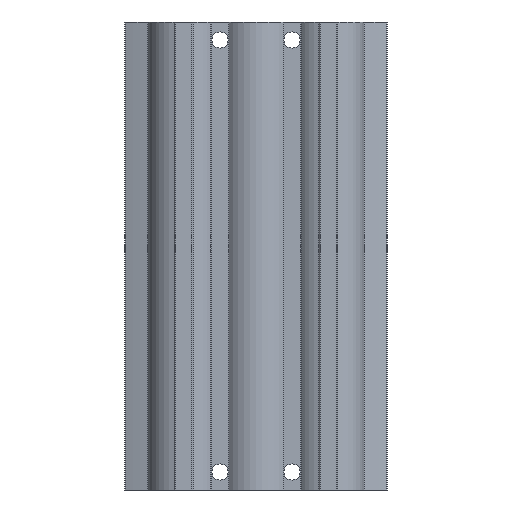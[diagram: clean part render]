
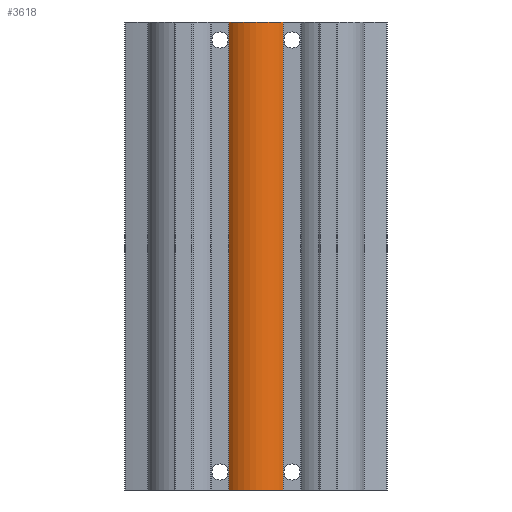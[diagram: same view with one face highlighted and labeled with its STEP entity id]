
A CAD part, front view. The second image highlights one B-rep face of the part: STEP entity #3618.
In plain terms, the highlighted cylindrical face has radius 10 mm (diameter 20 mm), a partial arc.
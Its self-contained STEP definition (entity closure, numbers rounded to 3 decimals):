
#149=CYLINDRICAL_SURFACE('',#3939,10.);
#309=LINE('',#6175,#541);
#310=LINE('',#6181,#542);
#541=VECTOR('',#4552,1000.);
#542=VECTOR('',#4559,1000.);
#903=ORIENTED_EDGE('',*,*,#1835,.F.);
#904=ORIENTED_EDGE('',*,*,#1834,.F.);
#905=ORIENTED_EDGE('',*,*,#1836,.T.);
#906=ORIENTED_EDGE('',*,*,#1837,.T.);
#1834=EDGE_CURVE('',#2292,#2291,#309,.T.);
#1835=EDGE_CURVE('',#2291,#2293,#2578,.T.);
#1836=EDGE_CURVE('',#2292,#2294,#2579,.T.);
#1837=EDGE_CURVE('',#2294,#2293,#310,.T.);
#2291=VERTEX_POINT('',#6172);
#2292=VERTEX_POINT('',#6174);
#2293=VERTEX_POINT('',#6178);
#2294=VERTEX_POINT('',#6180);
#2578=CIRCLE('',#3940,10.);
#2579=CIRCLE('',#3941,10.);
#2791=EDGE_LOOP('',(#903,#904,#905,#906));
#3181=FACE_BOUND('',#2791,.T.);
#3618=ADVANCED_FACE('',(#3181),#149,.T.);
#3939=AXIS2_PLACEMENT_3D('',#6176,#4553,#4554);
#3940=AXIS2_PLACEMENT_3D('',#6177,#4555,#4556);
#3941=AXIS2_PLACEMENT_3D('',#6179,#4557,#4558);
#4552=DIRECTION('',(0.,0.,1.));
#4553=DIRECTION('',(0.,0.,1.));
#4554=DIRECTION('',(1.,0.,0.));
#4555=DIRECTION('',(0.,0.,1.));
#4556=DIRECTION('',(1.,0.,0.));
#4557=DIRECTION('',(0.,0.,1.));
#4558=DIRECTION('',(1.,0.,0.));
#4559=DIRECTION('',(0.,0.,1.));
#6172=CARTESIAN_POINT('',(-7.491,4.375,0.));
#6174=CARTESIAN_POINT('',(-7.491,4.375,-130.));
#6175=CARTESIAN_POINT('',(-7.491,4.375,-130.));
#6176=CARTESIAN_POINT('',(0.,11.,-130.));
#6177=CARTESIAN_POINT('',(0.,11.,0.));
#6178=CARTESIAN_POINT('',(7.491,4.375,0.));
#6179=CARTESIAN_POINT('',(0.,11.,-130.));
#6180=CARTESIAN_POINT('',(7.491,4.375,-130.));
#6181=CARTESIAN_POINT('',(7.491,4.375,-130.));
